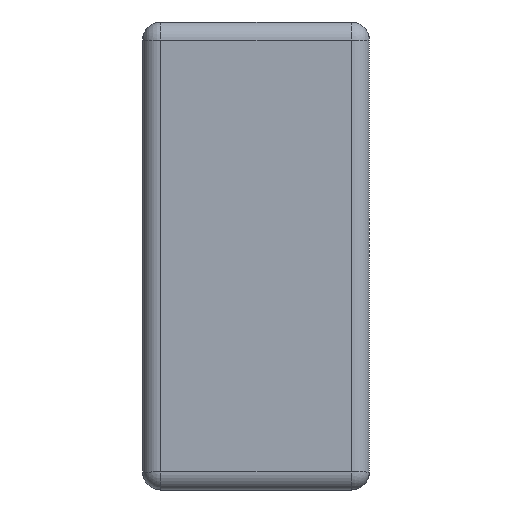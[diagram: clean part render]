
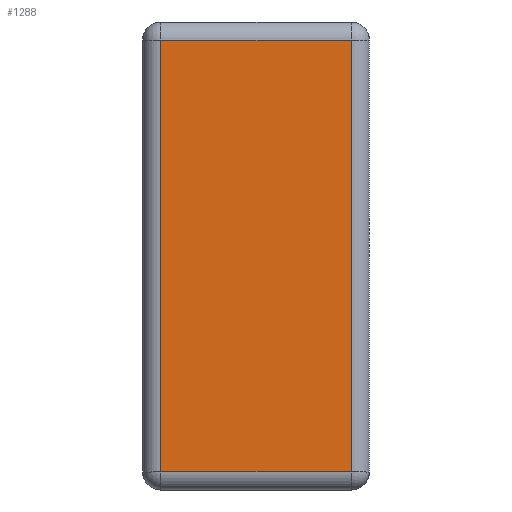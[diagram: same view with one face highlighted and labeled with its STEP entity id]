
A CAD part, left-side view. The second image highlights one B-rep face of the part: STEP entity #1288.
In plain terms, the highlighted planar face has unit normal (-1, 0, 0).
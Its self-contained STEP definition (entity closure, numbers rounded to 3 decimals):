
#400 = DIRECTION ( 'NONE',  ( 0., 1., 0. ) ) ;
#401 = VECTOR ( 'NONE', #400, 1000. ) ;
#402 = CARTESIAN_POINT ( 'NONE',  ( -1.9, 0.63, 0.6 ) ) ;
#403 = LINE ( 'NONE', #402, #401 ) ;
#405 = DIRECTION ( 'NONE',  ( 0., 0., -1. ) ) ;
#406 = DIRECTION ( 'NONE',  ( 1., 0., 0. ) ) ;
#407 = CARTESIAN_POINT ( 'NONE',  ( -1.9, 0.63, 0.65 ) ) ;
#408 = AXIS2_PLACEMENT_3D ( 'NONE', #407, #406, #405 ) ;
#409 = PLANE ( 'NONE',  #408 ) ;
#424 = FACE_OUTER_BOUND ( 'NONE', #1289, .T. ) ;
#596 = DIRECTION ( 'NONE',  ( 0., 0., 1. ) ) ;
#597 = CARTESIAN_POINT ( 'NONE',  ( -1.9, 0.05, 0.65 ) ) ;
#598 = LINE ( 'NONE', #597, #658 ) ;
#600 = CARTESIAN_POINT ( 'NONE',  ( -1.9, 0.05, -0.6 ) ) ;
#601 = DIRECTION ( 'NONE',  ( 0., -1., 0. ) ) ;
#602 = VECTOR ( 'NONE', #601, 1000. ) ;
#603 = CARTESIAN_POINT ( 'NONE',  ( -1.9, 0.63, -0.6 ) ) ;
#604 = LINE ( 'NONE', #603, #602 ) ;
#605 = CARTESIAN_POINT ( 'NONE',  ( -1.9, 0.58, -0.6 ) ) ;
#606 = DIRECTION ( 'NONE',  ( 0., 0., -1. ) ) ;
#607 = VECTOR ( 'NONE', #606, 1000. ) ;
#608 = CARTESIAN_POINT ( 'NONE',  ( -1.9, 0.58, 0.65 ) ) ;
#609 = LINE ( 'NONE', #608, #607 ) ;
#610 = CARTESIAN_POINT ( 'NONE',  ( -1.9, 0.58, 0.6 ) ) ;
#611 = CARTESIAN_POINT ( 'NONE',  ( -1.9, 0.05, 0.6 ) ) ;
#658 = VECTOR ( 'NONE', #596, 1000. ) ;
#1288 = ADVANCED_FACE ( 'NONE', ( #424 ), #409, .F. ) ;
#1289 = EDGE_LOOP ( 'NONE', ( #1290, #1346, #1349, #1352 ) ) ;
#1290 = ORIENTED_EDGE ( 'NONE', *, *, #1291, .T. ) ;
#1291 = EDGE_CURVE ( 'NONE', #1344, #1345, #403, .T. ) ;
#1344 = VERTEX_POINT ( 'NONE', #611 ) ;
#1345 = VERTEX_POINT ( 'NONE', #610 ) ;
#1346 = ORIENTED_EDGE ( 'NONE', *, *, #1347, .T. ) ;
#1347 = EDGE_CURVE ( 'NONE', #1345, #1348, #609, .T. ) ;
#1348 = VERTEX_POINT ( 'NONE', #605 ) ;
#1349 = ORIENTED_EDGE ( 'NONE', *, *, #1350, .T. ) ;
#1350 = EDGE_CURVE ( 'NONE', #1348, #1351, #604, .T. ) ;
#1351 = VERTEX_POINT ( 'NONE', #600 ) ;
#1352 = ORIENTED_EDGE ( 'NONE', *, *, #1353, .T. ) ;
#1353 = EDGE_CURVE ( 'NONE', #1351, #1344, #598, .T. ) ;
